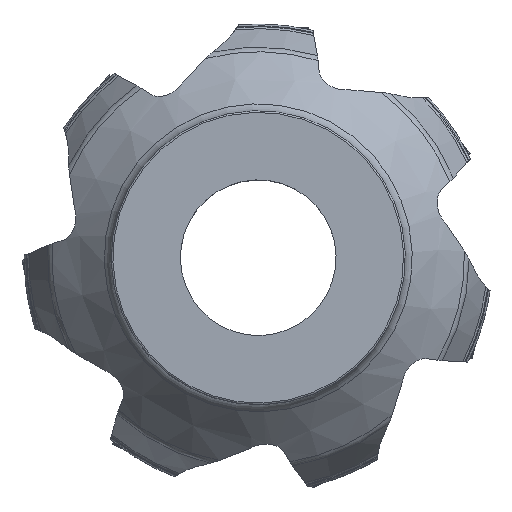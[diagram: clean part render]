
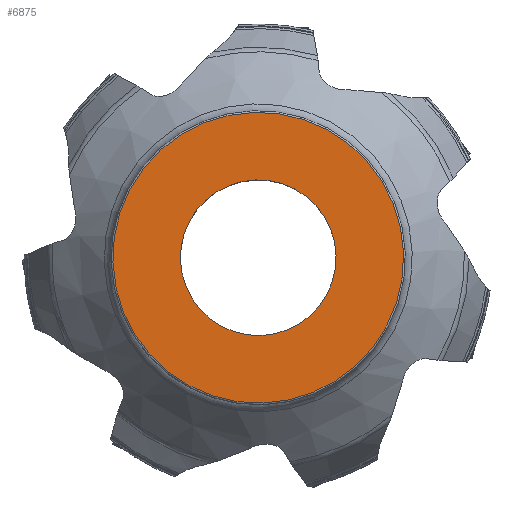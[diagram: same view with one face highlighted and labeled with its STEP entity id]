
A CAD part, top view. The second image highlights one B-rep face of the part: STEP entity #6875.
In plain terms, the highlighted planar face has unit normal (0, 0, 1).
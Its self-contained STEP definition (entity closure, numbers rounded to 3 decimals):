
#1425=FACE_BOUND('',#13568,.T.);
#1426=FACE_BOUND('',#13569,.T.);
#6875=ADVANCED_FACE('CU_BACK_F001',(#1425,#1426),#7527,.F.);
#7527=PLANE('',#54714);
#13568=EDGE_LOOP('',(#32396));
#13569=EDGE_LOOP('',(#32397));
#15992=CIRCLE('',#50275,19.056);
#17919=CIRCLE('',#54712,35.6);
#32396=ORIENTED_EDGE('',*,*,#38743,.F.);
#32397=ORIENTED_EDGE('',*,*,#44557,.T.);
#33788=VERTEX_POINT('',#76252);
#37194=VERTEX_POINT('',#111222);
#38743=EDGE_CURVE('',#33788,#33788,#15992,.T.);
#44557=EDGE_CURVE('',#37194,#37194,#17919,.T.);
#50275=AXIS2_PLACEMENT_3D('',#76251,#57099,#57100);
#54712=AXIS2_PLACEMENT_3D('',#111221,#67834,#67835);
#54714=AXIS2_PLACEMENT_3D('',#111224,#67838,#67839);
#57099=DIRECTION('',(0.,0.,1.));
#57100=DIRECTION('',(0.978,0.208,0.));
#67834=DIRECTION('',(0.,0.,1.));
#67835=DIRECTION('',(0.978,0.208,0.));
#67838=DIRECTION('',(0.,0.,-1.));
#67839=DIRECTION('',(-0.978,-0.208,0.));
#76251=CARTESIAN_POINT('',(0.,0.,
0.));
#76252=CARTESIAN_POINT('',(18.64,3.962,0.));
#111221=CARTESIAN_POINT('',(0.,0.,
0.));
#111222=CARTESIAN_POINT('',(34.822,7.402,0.));
#111224=CARTESIAN_POINT('',(-35.5,0.,0.));
